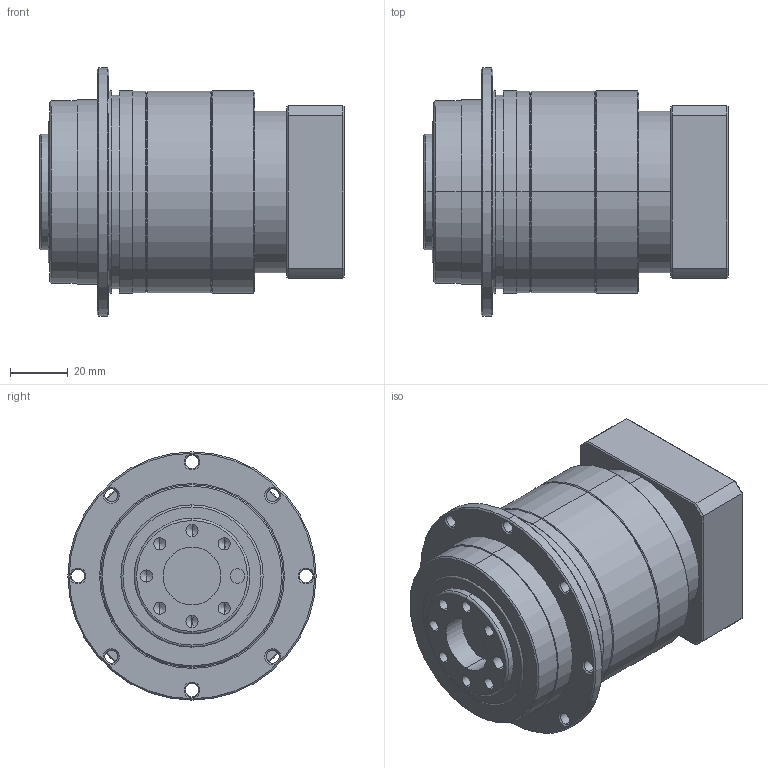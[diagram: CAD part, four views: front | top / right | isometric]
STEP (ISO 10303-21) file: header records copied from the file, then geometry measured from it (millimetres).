
FILE_DESCRIPTION (( 'STEP AP203' ), '1' );
FILE_NAME ('TD064-L2-14-50-70-M5-34-5.STEP', '2020-10-12T08:41:18', ( '' ), ( '' ), 'SwSTEP 2.0', 'SolidWorks 2017', '' );
FILE_SCHEMA (( 'CONFIG_CONTROL_DESIGN' ));
Length unit declared in the file: millimetre
Products named in the file (1): TD064-L2-14-50-70-M5-34-5
Bounding box: 105.5 x 86 x 86 mm (x, y, z)
Volume: 343769.9 mm3; surface area: 50093.3 mm2
Topology: 3 solids, 3 shells, 211 faces, 473 edges, 275 vertices
Faces by surface type: cylinder 90, cone 76, plane 41, torus 4
Entity records: 5962 total; most frequent: CARTESIAN_POINT 1123, DIRECTION 1091, ORIENTED_EDGE 902, EDGE_CURVE 451, AXIS2_PLACEMENT_3D 449, VERTEX_POINT 275, EDGE_LOOP 260, CIRCLE 237
